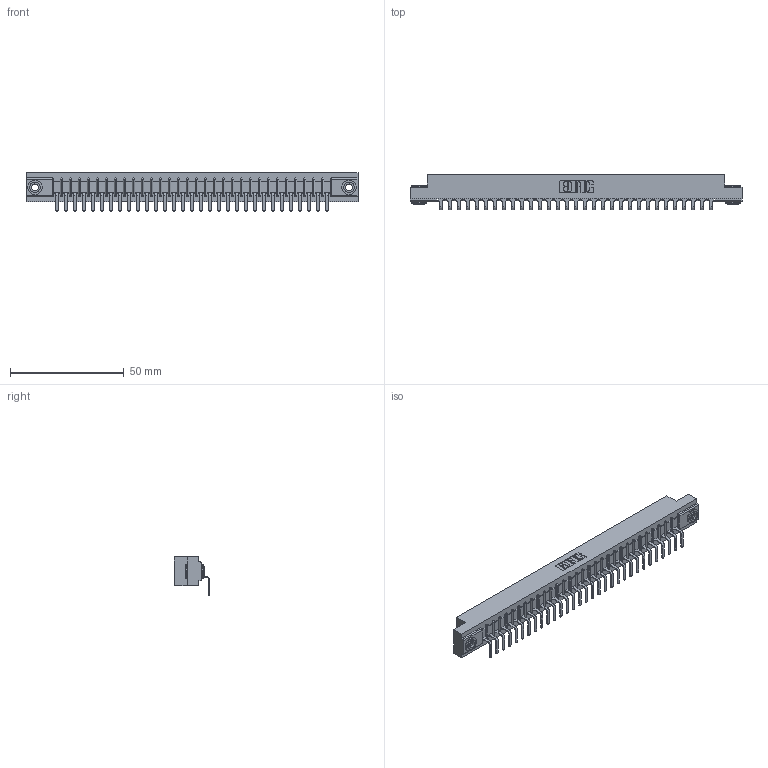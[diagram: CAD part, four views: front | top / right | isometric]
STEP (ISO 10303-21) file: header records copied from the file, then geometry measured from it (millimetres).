
FILE_DESCRIPTION (( 'STEP AP203' ), '1' );
FILE_NAME ('307-031-559-103.STEP', '2019-09-05T16:32:11', ( '' ), ( '' ), 'SwSTEP 2.0', 'SolidWorks 2016', '' );
FILE_SCHEMA (( 'CONFIG_CONTROL_DESIGN' ));
Length unit declared in the file: inch
Products named in the file (4): 307-290-001_558 559 - 1 (Single); 345-250-002_345-250-002-102; 307 Part_.156 Dia Mounting Holes; 307-031-559-103
Assembly tree (34 placements, depth 2):
  307-031-559-103
    307 Part_.156 Dia Mounting Holes
    307-290-001_558 559 - 1 (Single)  x31
    345-250-002_345-250-002-102  x2
Bounding box: 145.85 x 15.46 x 16.8 mm (x, y, z)
Volume: 15117.1 mm3; surface area: 16354.1 mm2
Topology: 34 solids, 34 shells, 2062 faces, 5829 edges, 3754 vertices
Faces by surface type: plane 1303, cylinder 687, sphere 64, cone 8
Entity records: 29101 total; most frequent: CARTESIAN_POINT 4877, ORIENTED_EDGE 4854, DIRECTION 4765, EDGE_CURVE 2427, VECTOR 1849, LINE 1849, VERTEX_POINT 1570, AXIS2_PLACEMENT_3D 1458
